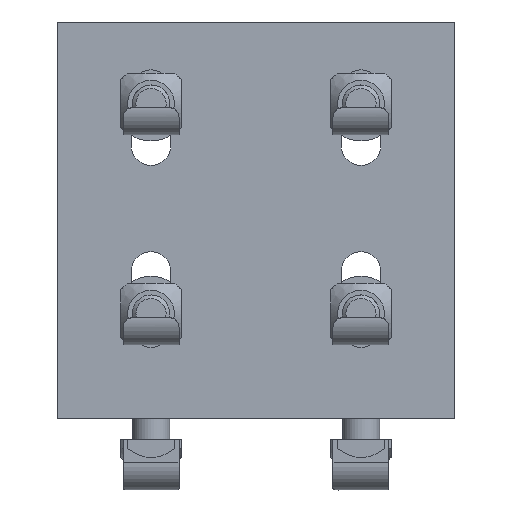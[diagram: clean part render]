
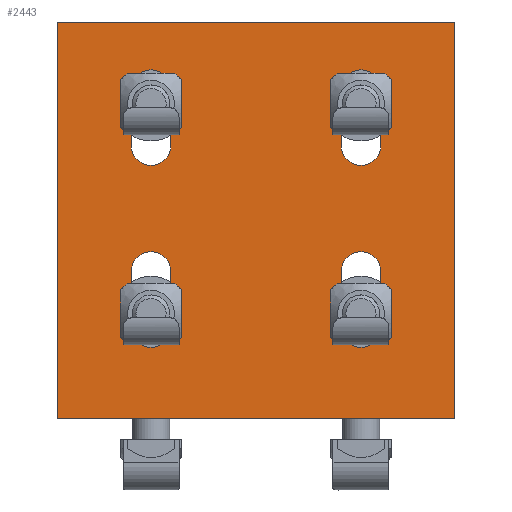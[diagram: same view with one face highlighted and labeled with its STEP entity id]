
A CAD part, left-side view. The second image highlights one B-rep face of the part: STEP entity #2443.
In plain terms, the highlighted planar face has unit normal (-1, 0, 0).
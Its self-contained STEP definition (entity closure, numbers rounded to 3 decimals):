
#158=FACE_BOUND('',#482,.T.);
#159=FACE_BOUND('',#483,.T.);
#160=FACE_BOUND('',#484,.T.);
#161=FACE_BOUND('',#485,.T.);
#225=PLANE('',#2760);
#340=FACE_OUTER_BOUND('',#481,.T.);
#481=EDGE_LOOP('',(#2092,#2093,#2094,#2095));
#482=EDGE_LOOP('',(#2096,#2097,#2098,#2099));
#483=EDGE_LOOP('',(#2100,#2101,#2102,#2103));
#484=EDGE_LOOP('',(#2104,#2105,#2106,#2107));
#485=EDGE_LOOP('',(#2108,#2109,#2110,#2111));
#594=LINE('',#3932,#795);
#598=LINE('',#3942,#799);
#601=LINE('',#3950,#802);
#605=LINE('',#3962,#806);
#609=LINE('',#3974,#810);
#613=LINE('',#3986,#814);
#618=LINE('',#4004,#819);
#622=LINE('',#4014,#823);
#671=LINE('',#4182,#872);
#674=LINE('',#4192,#875);
#679=LINE('',#4201,#880);
#680=LINE('',#4203,#881);
#795=VECTOR('',#3106,10.);
#799=VECTOR('',#3118,10.);
#802=VECTOR('',#3123,10.);
#806=VECTOR('',#3135,10.);
#810=VECTOR('',#3147,10.);
#814=VECTOR('',#3159,10.);
#819=VECTOR('',#3178,10.);
#823=VECTOR('',#3190,10.);
#872=VECTOR('',#3337,10.);
#875=VECTOR('',#3348,10.);
#880=VECTOR('',#3357,10.);
#881=VECTOR('',#3360,10.);
#982=CIRCLE('',#2675,4.25);
#984=CIRCLE('',#2679,4.25);
#986=CIRCLE('',#2684,4.25);
#988=CIRCLE('',#2688,4.25);
#990=CIRCLE('',#2692,4.25);
#992=CIRCLE('',#2696,4.25);
#994=CIRCLE('',#2699,4.25);
#996=CIRCLE('',#2703,4.25);
#1135=VERTEX_POINT('',#3923);
#1136=VERTEX_POINT('',#3925);
#1138=VERTEX_POINT('',#3931);
#1140=VERTEX_POINT('',#3937);
#1143=VERTEX_POINT('',#3947);
#1144=VERTEX_POINT('',#3949);
#1146=VERTEX_POINT('',#3955);
#1148=VERTEX_POINT('',#3961);
#1151=VERTEX_POINT('',#3971);
#1152=VERTEX_POINT('',#3973);
#1154=VERTEX_POINT('',#3979);
#1156=VERTEX_POINT('',#3985);
#1159=VERTEX_POINT('',#3995);
#1160=VERTEX_POINT('',#3997);
#1162=VERTEX_POINT('',#4003);
#1164=VERTEX_POINT('',#4009);
#1209=VERTEX_POINT('',#4179);
#1210=VERTEX_POINT('',#4181);
#1213=VERTEX_POINT('',#4191);
#1215=VERTEX_POINT('',#4199);
#1398=EDGE_CURVE('',#1136,#1135,#982,.T.);
#1401=EDGE_CURVE('',#1138,#1136,#594,.T.);
#1404=EDGE_CURVE('',#1140,#1138,#984,.T.);
#1407=EDGE_CURVE('',#1135,#1140,#598,.T.);
#1410=EDGE_CURVE('',#1144,#1143,#601,.T.);
#1413=EDGE_CURVE('',#1146,#1144,#986,.T.);
#1416=EDGE_CURVE('',#1148,#1146,#605,.T.);
#1419=EDGE_CURVE('',#1143,#1148,#988,.T.);
#1422=EDGE_CURVE('',#1152,#1151,#609,.T.);
#1425=EDGE_CURVE('',#1154,#1152,#990,.T.);
#1428=EDGE_CURVE('',#1156,#1154,#613,.T.);
#1431=EDGE_CURVE('',#1151,#1156,#992,.T.);
#1434=EDGE_CURVE('',#1160,#1159,#994,.T.);
#1437=EDGE_CURVE('',#1162,#1160,#618,.T.);
#1440=EDGE_CURVE('',#1164,#1162,#996,.T.);
#1443=EDGE_CURVE('',#1159,#1164,#622,.T.);
#1516=EDGE_CURVE('',#1210,#1209,#671,.T.);
#1521=EDGE_CURVE('',#1213,#1210,#674,.T.);
#1526=EDGE_CURVE('',#1209,#1215,#679,.T.);
#1527=EDGE_CURVE('',#1215,#1213,#680,.T.);
#2092=ORIENTED_EDGE('',*,*,#1527,.T.);
#2093=ORIENTED_EDGE('',*,*,#1521,.T.);
#2094=ORIENTED_EDGE('',*,*,#1516,.T.);
#2095=ORIENTED_EDGE('',*,*,#1526,.T.);
#2096=ORIENTED_EDGE('',*,*,#1404,.T.);
#2097=ORIENTED_EDGE('',*,*,#1401,.T.);
#2098=ORIENTED_EDGE('',*,*,#1398,.T.);
#2099=ORIENTED_EDGE('',*,*,#1407,.T.);
#2100=ORIENTED_EDGE('',*,*,#1416,.T.);
#2101=ORIENTED_EDGE('',*,*,#1413,.T.);
#2102=ORIENTED_EDGE('',*,*,#1410,.T.);
#2103=ORIENTED_EDGE('',*,*,#1419,.T.);
#2104=ORIENTED_EDGE('',*,*,#1428,.T.);
#2105=ORIENTED_EDGE('',*,*,#1425,.T.);
#2106=ORIENTED_EDGE('',*,*,#1422,.T.);
#2107=ORIENTED_EDGE('',*,*,#1431,.T.);
#2108=ORIENTED_EDGE('',*,*,#1440,.T.);
#2109=ORIENTED_EDGE('',*,*,#1437,.T.);
#2110=ORIENTED_EDGE('',*,*,#1434,.T.);
#2111=ORIENTED_EDGE('',*,*,#1443,.T.);
#2443=ADVANCED_FACE('',(#340,#158,#159,#160,#161),#225,.T.);
#2675=AXIS2_PLACEMENT_3D('',#3926,#3100,#3101);
#2679=AXIS2_PLACEMENT_3D('',#3938,#3112,#3113);
#2684=AXIS2_PLACEMENT_3D('',#3956,#3129,#3130);
#2688=AXIS2_PLACEMENT_3D('',#3966,#3141,#3142);
#2692=AXIS2_PLACEMENT_3D('',#3980,#3153,#3154);
#2696=AXIS2_PLACEMENT_3D('',#3990,#3165,#3166);
#2699=AXIS2_PLACEMENT_3D('',#3998,#3172,#3173);
#2703=AXIS2_PLACEMENT_3D('',#4010,#3184,#3185);
#2760=AXIS2_PLACEMENT_3D('',#4202,#3358,#3359);
#3100=DIRECTION('center_axis',(1.,0.,0.));
#3101=DIRECTION('ref_axis',(0.,0.,1.));
#3106=DIRECTION('',(0.,1.,0.));
#3112=DIRECTION('center_axis',(1.,0.,0.));
#3113=DIRECTION('ref_axis',(0.,0.,-1.));
#3118=DIRECTION('',(0.,-1.,0.));
#3123=DIRECTION('',(0.,-1.,0.));
#3129=DIRECTION('center_axis',(1.,0.,0.));
#3130=DIRECTION('ref_axis',(0.,0.,-1.));
#3135=DIRECTION('',(0.,1.,0.));
#3141=DIRECTION('center_axis',(1.,0.,0.));
#3142=DIRECTION('ref_axis',(0.,0.,1.));
#3147=DIRECTION('',(0.,1.,0.));
#3153=DIRECTION('center_axis',(1.,0.,0.));
#3154=DIRECTION('ref_axis',(0.,0.,1.));
#3159=DIRECTION('',(0.,-1.,0.));
#3165=DIRECTION('center_axis',(1.,0.,0.));
#3166=DIRECTION('ref_axis',(0.,0.,-1.));
#3172=DIRECTION('center_axis',(1.,0.,0.));
#3173=DIRECTION('ref_axis',(0.,0.,-1.));
#3178=DIRECTION('',(0.,-1.,0.));
#3184=DIRECTION('center_axis',(1.,0.,0.));
#3185=DIRECTION('ref_axis',(0.,0.,1.));
#3190=DIRECTION('',(0.,1.,0.));
#3337=DIRECTION('',(0.,-1.,0.));
#3348=DIRECTION('',(0.,0.,-1.));
#3357=DIRECTION('',(0.,0.,1.));
#3358=DIRECTION('center_axis',(-1.,0.,0.));
#3359=DIRECTION('ref_axis',(0.,0.,1.));
#3360=DIRECTION('',(0.,1.,0.));
#3923=CARTESIAN_POINT('',(-4.,27.5,-18.25));
#3925=CARTESIAN_POINT('',(-4.,27.5,-26.75));
#3926=CARTESIAN_POINT('Origin',(-4.,27.5,-22.5));
#3931=CARTESIAN_POINT('',(-4.,15.5,-26.75));
#3932=CARTESIAN_POINT('',(-4.,11.75,-26.75));
#3937=CARTESIAN_POINT('',(-4.,15.5,-18.25));
#3938=CARTESIAN_POINT('Origin',(-4.,15.5,-22.5));
#3942=CARTESIAN_POINT('',(-4.,5.75,-18.25));
#3947=CARTESIAN_POINT('',(-4.,15.5,26.75));
#3949=CARTESIAN_POINT('',(-4.,27.5,26.75));
#3950=CARTESIAN_POINT('',(-4.,5.75,26.75));
#3955=CARTESIAN_POINT('',(-4.,27.5,18.25));
#3956=CARTESIAN_POINT('Origin',(-4.,27.5,22.5));
#3961=CARTESIAN_POINT('',(-4.,15.5,18.25));
#3962=CARTESIAN_POINT('',(-4.,11.75,18.25));
#3966=CARTESIAN_POINT('Origin',(-4.,15.5,22.5));
#3971=CARTESIAN_POINT('',(-4.,66.5,18.25));
#3973=CARTESIAN_POINT('',(-4.,54.5,18.25));
#3974=CARTESIAN_POINT('',(-4.,31.25,18.25));
#3979=CARTESIAN_POINT('',(-4.,54.5,26.75));
#3980=CARTESIAN_POINT('Origin',(-4.,54.5,22.5));
#3985=CARTESIAN_POINT('',(-4.,66.5,26.75));
#3986=CARTESIAN_POINT('',(-4.,25.25,26.75));
#3990=CARTESIAN_POINT('Origin',(-4.,66.5,22.5));
#3995=CARTESIAN_POINT('',(-4.,54.5,-26.75));
#3997=CARTESIAN_POINT('',(-4.,54.5,-18.25));
#3998=CARTESIAN_POINT('Origin',(-4.,54.5,-22.5));
#4003=CARTESIAN_POINT('',(-4.,66.5,-18.25));
#4004=CARTESIAN_POINT('',(-4.,25.25,-18.25));
#4009=CARTESIAN_POINT('',(-4.,66.5,-26.75));
#4010=CARTESIAN_POINT('Origin',(-4.,66.5,-22.5));
#4014=CARTESIAN_POINT('',(-4.,31.25,-26.75));
#4179=CARTESIAN_POINT('',(-4.,-4.,-42.5));
#4181=CARTESIAN_POINT('',(-4.,81.,-42.5));
#4182=CARTESIAN_POINT('',(-4.,81.,-42.5));
#4191=CARTESIAN_POINT('',(-4.,81.,42.5));
#4192=CARTESIAN_POINT('',(-4.,81.,0.));
#4199=CARTESIAN_POINT('',(-4.,-4.,42.5));
#4201=CARTESIAN_POINT('',(-4.,-4.,0.));
#4202=CARTESIAN_POINT('Origin',(-4.,-4.,0.));
#4203=CARTESIAN_POINT('',(-4.,81.,42.5));
